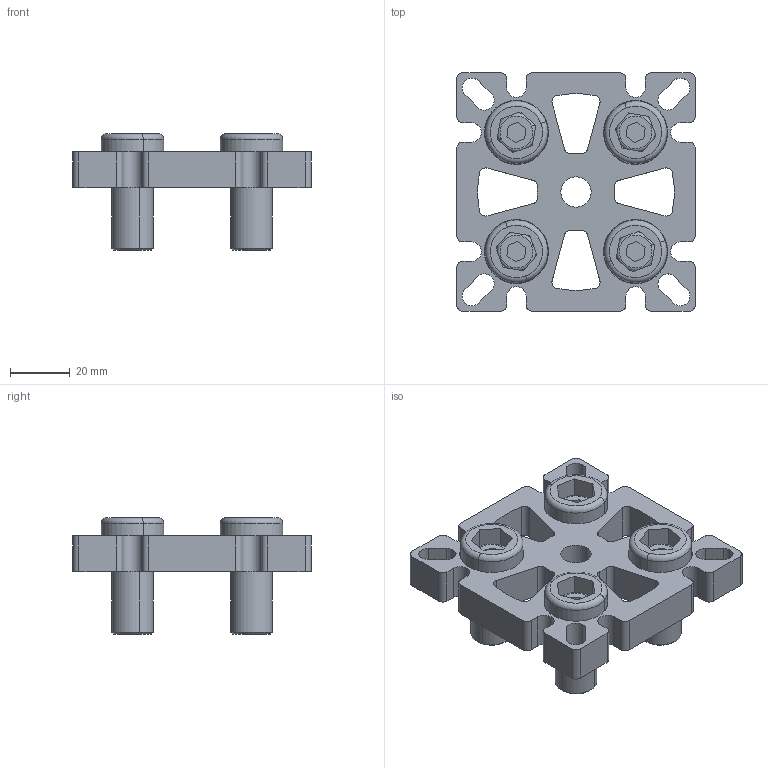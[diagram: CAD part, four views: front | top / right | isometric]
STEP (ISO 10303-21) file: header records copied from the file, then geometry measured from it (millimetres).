
FILE_DESCRIPTION (( 'STEP AP203' ), '1' );
FILE_NAME ('5.32.40.8080.M12.STEP', '2014-06-25T05:58:41', ( 'USER' ), ( 'Microsoft' ), 'SwSTEP 2.0', 'SolidWorks 2012', '' );
FILE_SCHEMA (( 'CONFIG_CONTROL_DESIGN' ));
Length unit declared in the file: millimetre
Products named in the file (1): 5.32.40.8080.M12
Bounding box: 80 x 80 x 39 mm (x, y, z)
Surface area: 31246.3 mm2 (no closed solid volume)
Topology: 0 solids, 13 shells, 236 faces, 650 edges, 428 vertices
Faces by surface type: cylinder 106, plane 106, torus 16, cone 8
Entity records: 7631 total; most frequent: DIRECTION 1384, CARTESIAN_POINT 1315, ORIENTED_EDGE 1212, EDGE_CURVE 650, AXIS2_PLACEMENT_3D 497, VERTEX_POINT 428, VECTOR 390, LINE 390
